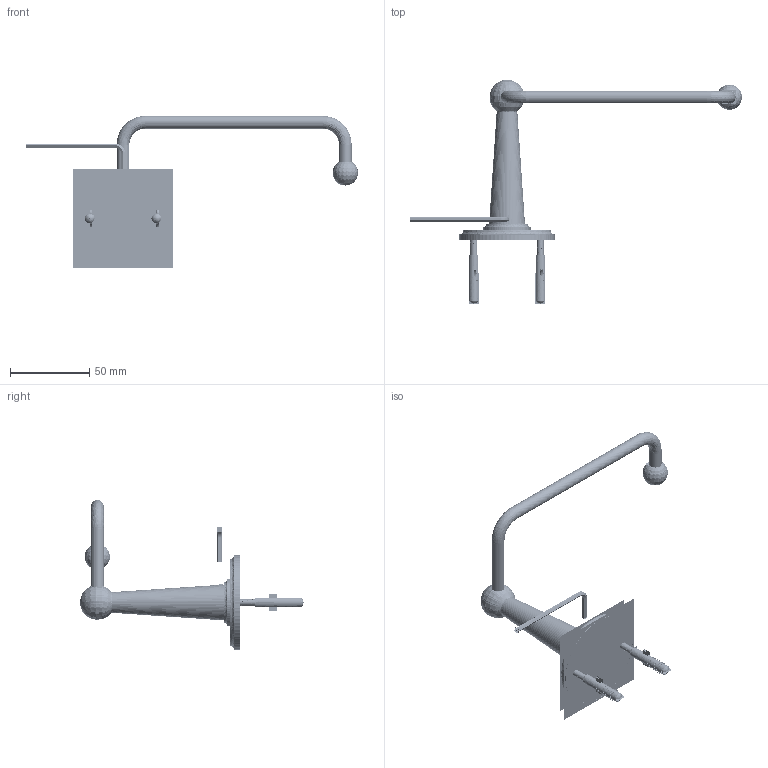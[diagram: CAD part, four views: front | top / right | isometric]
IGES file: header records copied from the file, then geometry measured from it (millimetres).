
Start section:  PTC IGES file: 2004062.igs
Global section: file name: 2004062.igs; native system: Pro/ENGINEER by Parametric Technology Corporation; preprocessor: 2008230; author: Administrator; organization: Unknown; date: 20140606.110402; units: millimetre
Bounding box: 209.1 x 141.33 x 95.75 mm (x, y, z)
Volume: 58785.8 mm3; surface area: 167937.8 mm2
Topology: 11 solids, 17 shells, 1438 faces, 7444 edges, 9451 vertices
Faces by surface type: revolution 870, bspline 568
